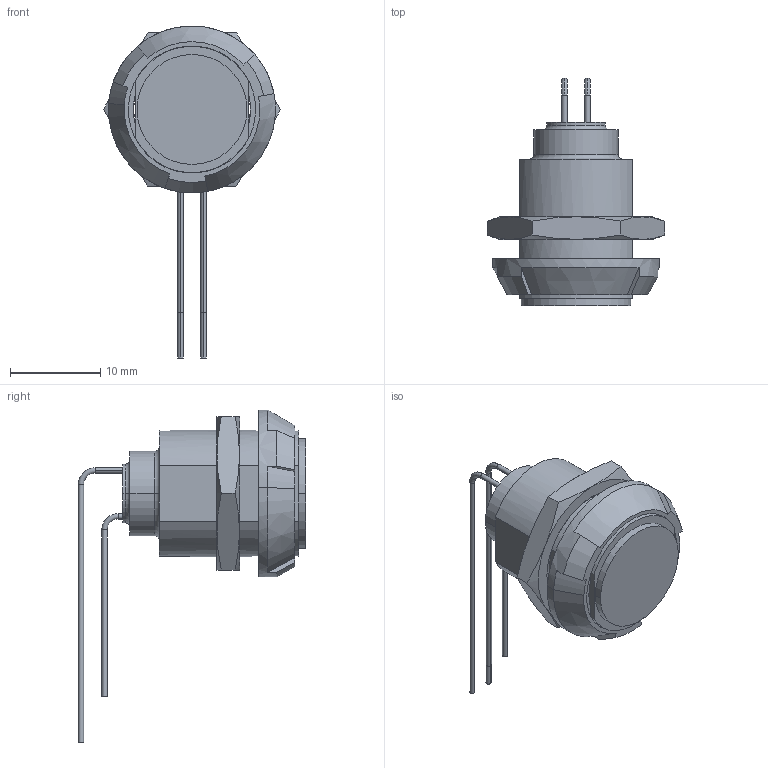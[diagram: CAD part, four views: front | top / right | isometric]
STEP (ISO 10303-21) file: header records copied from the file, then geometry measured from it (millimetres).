
FILE_DESCRIPTION(('FreeCAD Model'),'2;1');
FILE_NAME('PLB1G020004.step','2017-01-05T10:51:12',('Author'),(''), 'Open CASCADE STEP processor 6.8','FreeCAD','Unknown');
FILE_SCHEMA(('AUTOMOTIVE_DESIGN_CC2 { 1 2 10303 214 -1 1 5 4 }'));
Length unit declared in the file: millimetre
Products named in the file (1): PLB1G020004_b
Bounding box: 19.63 x 25.21 x 36.78 mm (x, y, z)
Volume: 3241.2 mm3; surface area: 1957.3 mm2
Topology: 1 solids, 1 shells, 124 faces, 312 edges, 198 vertices
Faces by surface type: plane 40, cylinder 37, cone 35, torus 12
Entity records: 16382 total; most frequent: CARTESIAN_POINT 10841, DIRECTION 841, ORIENTED_EDGE 624, PCURVE 624, DEFINITIONAL_REPRESENTATION 624, B_SPLINE_CURVE_WITH_KNOTS 446, EDGE_CURVE 312, SURFACE_CURVE 312
